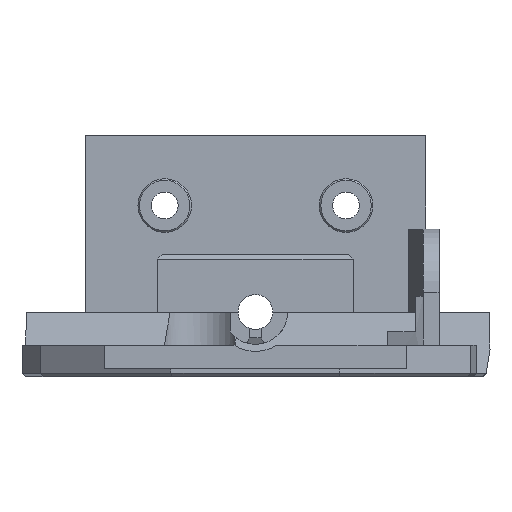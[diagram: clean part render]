
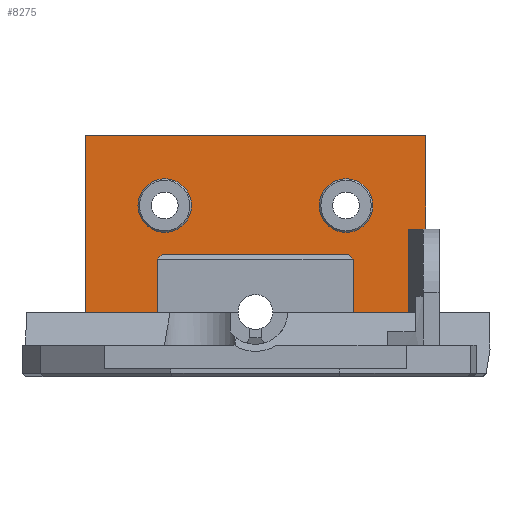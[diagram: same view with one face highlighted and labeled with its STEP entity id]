
A CAD part, front view. The second image highlights one B-rep face of the part: STEP entity #8275.
In plain terms, the highlighted planar face has unit normal (0, -1, 0).
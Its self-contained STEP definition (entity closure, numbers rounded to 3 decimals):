
#81 = EDGE_CURVE ( 'NONE', #296, #7396, #8709, .T. ) ;
#100 = DIRECTION ( 'NONE',  ( 0., 0., -1. ) ) ;
#296 = VERTEX_POINT ( 'NONE', #6872 ) ;
#358 = LINE ( 'NONE', #6786, #8647 ) ;
#372 = VECTOR ( 'NONE', #1006, 1000. ) ;
#415 = DIRECTION ( 'NONE',  ( -1., 0., 0. ) ) ;
#426 = DIRECTION ( 'NONE',  ( 0., 0., 1. ) ) ;
#434 = EDGE_CURVE ( 'NONE', #1038, #1038, #1465, .T. ) ;
#530 = CARTESIAN_POINT ( 'NONE',  ( 137.199, -139.486, 138.2 ) ) ;
#732 = ORIENTED_EDGE ( 'NONE', *, *, #7651, .F. ) ;
#930 = LINE ( 'NONE', #8196, #3144 ) ;
#961 = VERTEX_POINT ( 'NONE', #1741 ) ;
#986 = DIRECTION ( 'NONE',  ( 0., 0., -1. ) ) ;
#1006 = DIRECTION ( 'NONE',  ( 0.707, 0., 0.707 ) ) ;
#1038 = VERTEX_POINT ( 'NONE', #6717 ) ;
#1048 = VECTOR ( 'NONE', #3532, 1000. ) ;
#1194 = EDGE_CURVE ( 'NONE', #961, #6103, #930, .T. ) ;
#1465 = CIRCLE ( 'NONE', #2520, 3.4 ) ;
#1555 = DIRECTION ( 'NONE',  ( -1., 0., 0. ) ) ;
#1568 = DIRECTION ( 'NONE',  ( 1., 0., 0. ) ) ;
#1741 = CARTESIAN_POINT ( 'NONE',  ( 115.599, -139.486, 130.8 ) ) ;
#1908 = ORIENTED_EDGE ( 'NONE', *, *, #2275, .T. ) ;
#1968 = CARTESIAN_POINT ( 'NONE',  ( 148.299, -139.486, 130.8 ) ) ;
#2012 = DIRECTION ( 'NONE',  ( 0., 0., 1. ) ) ;
#2158 = FACE_BOUND ( 'NONE', #6367, .T. ) ;
#2191 = DIRECTION ( 'NONE',  ( -1., 0., 0. ) ) ;
#2211 = LINE ( 'NONE', #2408, #4870 ) ;
#2275 = EDGE_CURVE ( 'NONE', #5495, #6976, #7335, .T. ) ;
#2349 = VERTEX_POINT ( 'NONE', #8922 ) ;
#2402 = VECTOR ( 'NONE', #100, 1000. ) ;
#2408 = CARTESIAN_POINT ( 'NONE',  ( 105.099, -139.486, 153.3 ) ) ;
#2415 = CARTESIAN_POINT ( 'NONE',  ( 137.799, -139.486, 138.2 ) ) ;
#2520 = AXIS2_PLACEMENT_3D ( 'NONE', #3555, #9311, #2855 ) ;
#2855 = DIRECTION ( 'NONE',  ( 0., 0., 1. ) ) ;
#2862 = DIRECTION ( 'NONE',  ( 0.707, 0., -0.707 ) ) ;
#2880 = VECTOR ( 'NONE', #2012, 1000. ) ;
#2900 = CARTESIAN_POINT ( 'NONE',  ( 148.299, -139.486, 141.4 ) ) ;
#3005 = CARTESIAN_POINT ( 'NONE',  ( -11., -139.486, 11. ) ) ;
#3144 = VECTOR ( 'NONE', #3709, 1000. ) ;
#3161 = VECTOR ( 'NONE', #415, 1000. ) ;
#3197 = DIRECTION ( 'NONE',  ( 0., 0., -1. ) ) ;
#3206 = CARTESIAN_POINT ( 'NONE',  ( 126.699, -139.486, 130.8 ) ) ;
#3290 = ORIENTED_EDGE ( 'NONE', *, *, #6771, .T. ) ;
#3303 = AXIS2_PLACEMENT_3D ( 'NONE', #5608, #3526, #6406 ) ;
#3308 = DIRECTION ( 'NONE',  ( 0., 1., 0. ) ) ;
#3340 = EDGE_LOOP ( 'NONE', ( #5407, #6007, #6352, #3290, #6784, #6092, #7714, #7837, #732, #6701, #1908, #8877 ) ) ;
#3368 = CIRCLE ( 'NONE', #5180, 3.4 ) ;
#3526 = DIRECTION ( 'NONE',  ( 0., 1., 0. ) ) ;
#3532 = DIRECTION ( 'NONE',  ( 0., 0., 1. ) ) ;
#3555 = CARTESIAN_POINT ( 'NONE',  ( 138.199, -139.486, 144.4 ) ) ;
#3709 = DIRECTION ( 'NONE',  ( -1., 0., 0. ) ) ;
#3870 = CARTESIAN_POINT ( 'NONE',  ( 148.299, -139.486, 153.3 ) ) ;
#4114 = CARTESIAN_POINT ( 'NONE',  ( 115.199, -139.486, 147.8 ) ) ;
#4381 = VECTOR ( 'NONE', #986, 1000. ) ;
#4597 = VECTOR ( 'NONE', #1568, 1000. ) ;
#4723 = VERTEX_POINT ( 'NONE', #530 ) ;
#4799 = LINE ( 'NONE', #1968, #2880 ) ;
#4870 = VECTOR ( 'NONE', #1555, 1000. ) ;
#4871 = EDGE_LOOP ( 'NONE', ( #5372 ) ) ;
#5001 = EDGE_CURVE ( 'NONE', #2349, #9146, #5427, .T. ) ;
#5070 = LINE ( 'NONE', #7398, #9022 ) ;
#5086 = EDGE_CURVE ( 'NONE', #961, #296, #7132, .T. ) ;
#5120 = CARTESIAN_POINT ( 'NONE',  ( 137.7, -139.486, 137.7 ) ) ;
#5180 = AXIS2_PLACEMENT_3D ( 'NONE', #9072, #3308, #426 ) ;
#5318 = CARTESIAN_POINT ( 'NONE',  ( 148.299, -139.486, 141.4 ) ) ;
#5368 = LINE ( 'NONE', #3206, #3161 ) ;
#5372 = ORIENTED_EDGE ( 'NONE', *, *, #6593, .T. ) ;
#5407 = ORIENTED_EDGE ( 'NONE', *, *, #5001, .F. ) ;
#5427 = LINE ( 'NONE', #5522, #4381 ) ;
#5443 = EDGE_CURVE ( 'NONE', #7267, #6907, #4799, .T. ) ;
#5495 = VERTEX_POINT ( 'NONE', #9147 ) ;
#5514 = CARTESIAN_POINT ( 'NONE',  ( 137.799, -139.486, 130.8 ) ) ;
#5522 = CARTESIAN_POINT ( 'NONE',  ( 146.109, -139.486, 147.147 ) ) ;
#5608 = CARTESIAN_POINT ( 'NONE',  ( 0., -139.486, 0. ) ) ;
#5653 = PLANE ( 'NONE',  #3303 ) ;
#5658 = CARTESIAN_POINT ( 'NONE',  ( 115.599, -139.486, 138.2 ) ) ;
#5780 = CARTESIAN_POINT ( 'NONE',  ( 105.099, -139.486, 153.3 ) ) ;
#5913 = LINE ( 'NONE', #2900, #4597 ) ;
#6007 = ORIENTED_EDGE ( 'NONE', *, *, #9156, .T. ) ;
#6092 = ORIENTED_EDGE ( 'NONE', *, *, #1194, .F. ) ;
#6103 = VERTEX_POINT ( 'NONE', #6636 ) ;
#6186 = VERTEX_POINT ( 'NONE', #4114 ) ;
#6296 = CARTESIAN_POINT ( 'NONE',  ( 116.199, -139.486, 138.2 ) ) ;
#6352 = ORIENTED_EDGE ( 'NONE', *, *, #5443, .T. ) ;
#6358 = FACE_OUTER_BOUND ( 'NONE', #3340, .T. ) ;
#6367 = EDGE_LOOP ( 'NONE', ( #7567 ) ) ;
#6406 = DIRECTION ( 'NONE',  ( 0., 0., 1. ) ) ;
#6593 = EDGE_CURVE ( 'NONE', #6186, #6186, #3368, .T. ) ;
#6636 = CARTESIAN_POINT ( 'NONE',  ( 105.099, -139.486, 130.8 ) ) ;
#6701 = ORIENTED_EDGE ( 'NONE', *, *, #7591, .T. ) ;
#6717 = CARTESIAN_POINT ( 'NONE',  ( 138.199, -139.486, 147.8 ) ) ;
#6758 = VECTOR ( 'NONE', #2862, 1000. ) ;
#6771 = EDGE_CURVE ( 'NONE', #6907, #7548, #2211, .T. ) ;
#6784 = ORIENTED_EDGE ( 'NONE', *, *, #7349, .T. ) ;
#6786 = CARTESIAN_POINT ( 'NONE',  ( 105.099, -139.486, 145.5 ) ) ;
#6872 = CARTESIAN_POINT ( 'NONE',  ( 115.599, -139.486, 137.6 ) ) ;
#6907 = VERTEX_POINT ( 'NONE', #3870 ) ;
#6976 = VERTEX_POINT ( 'NONE', #5514 ) ;
#7132 = LINE ( 'NONE', #5658, #1048 ) ;
#7267 = VERTEX_POINT ( 'NONE', #5318 ) ;
#7335 = LINE ( 'NONE', #2415, #2402 ) ;
#7349 = EDGE_CURVE ( 'NONE', #7548, #6103, #358, .T. ) ;
#7396 = VERTEX_POINT ( 'NONE', #6296 ) ;
#7398 = CARTESIAN_POINT ( 'NONE',  ( 126.699, -139.486, 138.2 ) ) ;
#7548 = VERTEX_POINT ( 'NONE', #5780 ) ;
#7567 = ORIENTED_EDGE ( 'NONE', *, *, #434, .F. ) ;
#7591 = EDGE_CURVE ( 'NONE', #4723, #5495, #9317, .T. ) ;
#7651 = EDGE_CURVE ( 'NONE', #4723, #7396, #5070, .T. ) ;
#7714 = ORIENTED_EDGE ( 'NONE', *, *, #5086, .T. ) ;
#7786 = FACE_BOUND ( 'NONE', #4871, .T. ) ;
#7837 = ORIENTED_EDGE ( 'NONE', *, *, #81, .T. ) ;
#7900 = CARTESIAN_POINT ( 'NONE',  ( 146.109, -139.486, 130.8 ) ) ;
#8114 = EDGE_CURVE ( 'NONE', #9146, #6976, #5368, .T. ) ;
#8196 = CARTESIAN_POINT ( 'NONE',  ( 126.699, -139.486, 130.8 ) ) ;
#8275 = ADVANCED_FACE ( 'NONE', ( #2158, #7786, #6358 ), #5653, .F. ) ;
#8647 = VECTOR ( 'NONE', #3197, 1000. ) ;
#8709 = LINE ( 'NONE', #3005, #372 ) ;
#8877 = ORIENTED_EDGE ( 'NONE', *, *, #8114, .F. ) ;
#8922 = CARTESIAN_POINT ( 'NONE',  ( 146.109, -139.486, 141.4 ) ) ;
#9022 = VECTOR ( 'NONE', #2191, 1000. ) ;
#9072 = CARTESIAN_POINT ( 'NONE',  ( 115.199, -139.486, 144.4 ) ) ;
#9146 = VERTEX_POINT ( 'NONE', #7900 ) ;
#9147 = CARTESIAN_POINT ( 'NONE',  ( 137.799, -139.486, 137.6 ) ) ;
#9156 = EDGE_CURVE ( 'NONE', #2349, #7267, #5913, .T. ) ;
#9311 = DIRECTION ( 'NONE',  ( 0., -1., 0. ) ) ;
#9317 = LINE ( 'NONE', #5120, #6758 ) ;
